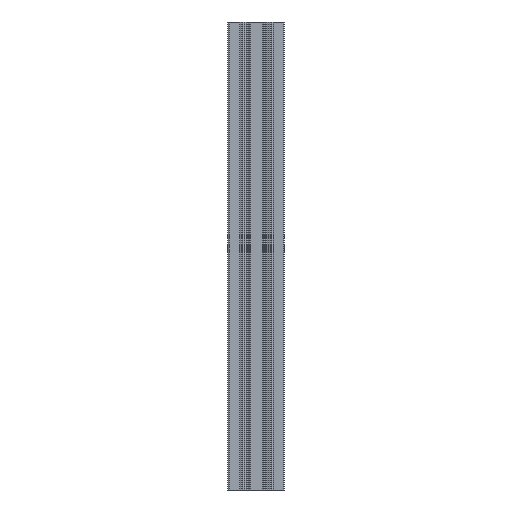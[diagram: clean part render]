
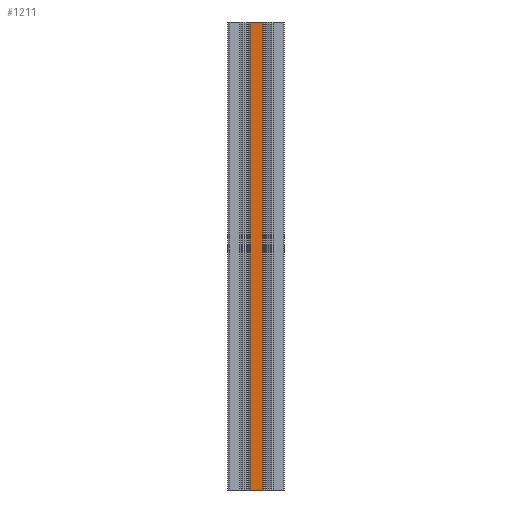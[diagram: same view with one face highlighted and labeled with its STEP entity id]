
A CAD part, front view. The second image highlights one B-rep face of the part: STEP entity #1211.
In plain terms, the highlighted planar face has unit normal (0, -1, 0).
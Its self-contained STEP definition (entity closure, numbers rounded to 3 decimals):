
#163 = CARTESIAN_POINT ( 'NONE',  ( 100.785, -26., 0. ) ) ;
#168 = DIRECTION ( 'NONE',  ( 1., 0., 0. ) ) ;
#472 = CARTESIAN_POINT ( 'NONE',  ( 100.785, -26., 1000. ) ) ;
#473 = DIRECTION ( 'NONE',  ( 0., 0., -1. ) ) ;
#474 = CARTESIAN_POINT ( 'NONE',  ( 126.785, -26., 1000. ) ) ;
#475 = DIRECTION ( 'NONE',  ( 0., 0., -1. ) ) ;
#675 = LINE ( 'NONE', #472, #678 ) ;
#677 = LINE ( 'NONE', #474, #680 ) ;
#678 = VECTOR ( 'NONE', #473, 1000. ) ;
#680 = VECTOR ( 'NONE', #475, 1000. ) ;
#1003 = CARTESIAN_POINT ( 'NONE',  ( 100.785, -26., 1000. ) ) ;
#1004 = CARTESIAN_POINT ( 'NONE',  ( 126.785, -26., 1000. ) ) ;
#1066 = CARTESIAN_POINT ( 'NONE',  ( 126.785, -26., 0. ) ) ;
#1067 = CARTESIAN_POINT ( 'NONE',  ( 100.785, -26., 0. ) ) ;
#1211 = ADVANCED_FACE ( 'NONE', ( #2364 ), #1330, .F. ) ;
#1284 = EDGE_CURVE ( 'NONE', #2125, #2126, #2763, .T. ) ;
#1330 = PLANE ( 'NONE',  #1601 ) ;
#1349 = DIRECTION ( 'NONE',  ( 0., 0., 1. ) ) ;
#1350 = DIRECTION ( 'NONE',  ( 0., 1., 0. ) ) ;
#1351 = CARTESIAN_POINT ( 'NONE',  ( 100.785, -26., 1000. ) ) ;
#1399 = EDGE_CURVE ( 'NONE', #2189, #2188, #2888, .T. ) ;
#1541 = EDGE_CURVE ( 'NONE', #2125, #2189, #675, .T. ) ;
#1542 = EDGE_CURVE ( 'NONE', #2126, #2188, #677, .T. ) ;
#1601 = AXIS2_PLACEMENT_3D ( 'NONE', #1351, #1350, #1349 ) ;
#1802 = EDGE_LOOP ( 'NONE', ( #2020, #2021, #2022, #2023 ) ) ;
#2020 = ORIENTED_EDGE ( 'NONE', *, *, #1399, .T. ) ;
#2021 = ORIENTED_EDGE ( 'NONE', *, *, #1542, .F. ) ;
#2022 = ORIENTED_EDGE ( 'NONE', *, *, #1284, .F. ) ;
#2023 = ORIENTED_EDGE ( 'NONE', *, *, #1541, .T. ) ;
#2125 = VERTEX_POINT ( 'NONE', #1003 ) ;
#2126 = VERTEX_POINT ( 'NONE', #1004 ) ;
#2188 = VERTEX_POINT ( 'NONE', #1066 ) ;
#2189 = VERTEX_POINT ( 'NONE', #1067 ) ;
#2364 = FACE_OUTER_BOUND ( 'NONE', #1802, .T. ) ;
#2657 = CARTESIAN_POINT ( 'NONE',  ( 100.785, -26., 1000. ) ) ;
#2658 = DIRECTION ( 'NONE',  ( 1., 0., 0. ) ) ;
#2763 = LINE ( 'NONE', #2657, #2766 ) ;
#2766 = VECTOR ( 'NONE', #2658, 1000. ) ;
#2888 = LINE ( 'NONE', #163, #2893 ) ;
#2893 = VECTOR ( 'NONE', #168, 1000. ) ;
